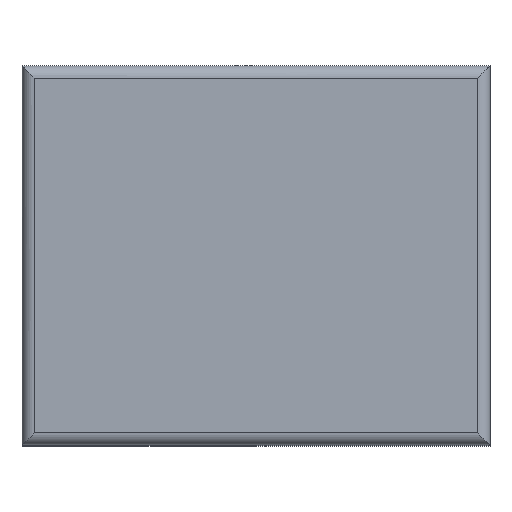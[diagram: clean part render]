
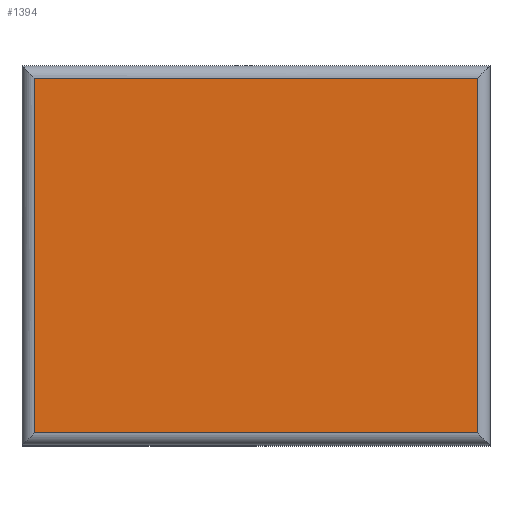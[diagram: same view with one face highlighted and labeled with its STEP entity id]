
A CAD part, top view. The second image highlights one B-rep face of the part: STEP entity #1394.
In plain terms, the highlighted planar face has unit normal (0, 0, 1).
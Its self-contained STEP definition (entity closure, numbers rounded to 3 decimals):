
#1215=CARTESIAN_POINT('',(-9.0,-7.2,20.0));
#1216=VERTEX_POINT('',#1215);
#1224=CARTESIAN_POINT('',(-9.0,7.2,20.0));
#1225=VERTEX_POINT('',#1224);
#1226=CARTESIAN_POINT('',(-9.0,-7.2,20.0));
#1227=DIRECTION('',(0.0,1.0,0.0));
#1228=VECTOR('',#1227,14.4);
#1229=LINE('',#1226,#1228);
#1230=EDGE_CURVE('',#1216,#1225,#1229,.T.);
#1257=CARTESIAN_POINT('',(9.0,7.2,20.0));
#1258=VERTEX_POINT('',#1257);
#1266=CARTESIAN_POINT('',(9.0,-7.2,20.0));
#1267=VERTEX_POINT('',#1266);
#1268=CARTESIAN_POINT('',(9.0,7.2,20.0));
#1269=DIRECTION('',(0.0,-1.0,0.0));
#1270=VECTOR('',#1269,14.4);
#1271=LINE('',#1268,#1270);
#1272=EDGE_CURVE('',#1258,#1267,#1271,.T.);
#1296=CARTESIAN_POINT('',(-9.0,7.2,20.0));
#1297=DIRECTION('',(1.0,0.0,0.0));
#1298=VECTOR('',#1297,18.0);
#1299=LINE('',#1296,#1298);
#1300=EDGE_CURVE('',#1225,#1258,#1299,.T.);
#1318=CARTESIAN_POINT('',(9.0,-7.2,20.0));
#1319=DIRECTION('',(-1.0,0.0,0.0));
#1320=VECTOR('',#1319,18.0);
#1321=LINE('',#1318,#1320);
#1322=EDGE_CURVE('',#1267,#1216,#1321,.T.);
#1383=CARTESIAN_POINT('',(0.0,0.0,20.0));
#1384=DIRECTION('',(0.0,0.0,1.0));
#1385=DIRECTION('',(-1.0,0.0,0.0));
#1386=AXIS2_PLACEMENT_3D('',#1383,#1384,#1385);
#1387=PLANE('',#1386);
#1388=ORIENTED_EDGE('',*,*,#1272,.F.);
#1389=ORIENTED_EDGE('',*,*,#1300,.F.);
#1390=ORIENTED_EDGE('',*,*,#1230,.F.);
#1391=ORIENTED_EDGE('',*,*,#1322,.F.);
#1392=EDGE_LOOP('',(#1388,#1389,#1390,#1391));
#1393=FACE_OUTER_BOUND('',#1392,.T.);
#1394=ADVANCED_FACE('',(#1393),#1387,.T.);
